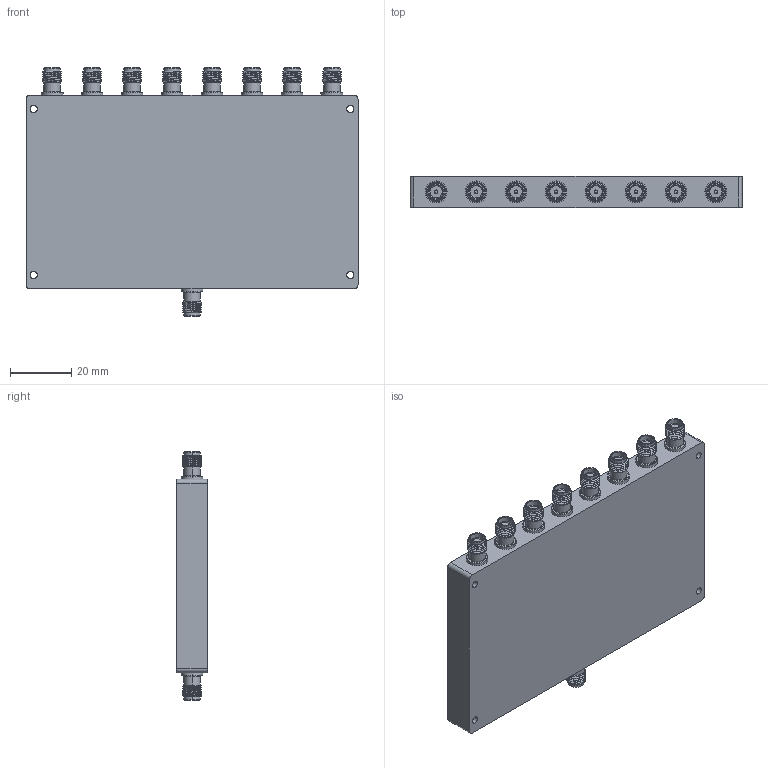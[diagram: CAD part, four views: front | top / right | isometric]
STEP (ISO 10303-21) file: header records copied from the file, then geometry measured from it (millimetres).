
FILE_DESCRIPTION (( 'STEP AP214' ), '1' );
FILE_NAME ('FMDV1281_3D.step', '2025-03-18T15:12:06', ( '' ), ( '' ), 'SwSTEP 2.0', 'SolidWorks 2022', '' );
FILE_SCHEMA (( 'AUTOMOTIVE_DESIGN' ));
Length unit declared in the file: inch
Products named in the file (3): SMA FEMALE^FMDV1281; Body^FMDV1281; FMDV1281_3D
Assembly tree (10 placements, depth 2):
  FMDV1281_3D
    Body^FMDV1281
    SMA FEMALE^FMDV1281  x9
Bounding box: 108 x 10.03 x 80.7 mm (x, y, z)
Volume: 69625 mm3; surface area: 20277.6 mm2
Topology: 10 solids, 10 shells, 1347 faces, 3483 edges, 2301 vertices
Faces by surface type: plane 605, bspline 406, cylinder 210, cone 108, torus 18
Entity records: 51005 total; most frequent: CARTESIAN_POINT 29220, ORIENTED_EDGE 5206, DIRECTION 3066, EDGE_CURVE 2603, VECTOR 1742, LINE 1742, VERTEX_POINT 1733, EDGE_LOOP 1060
